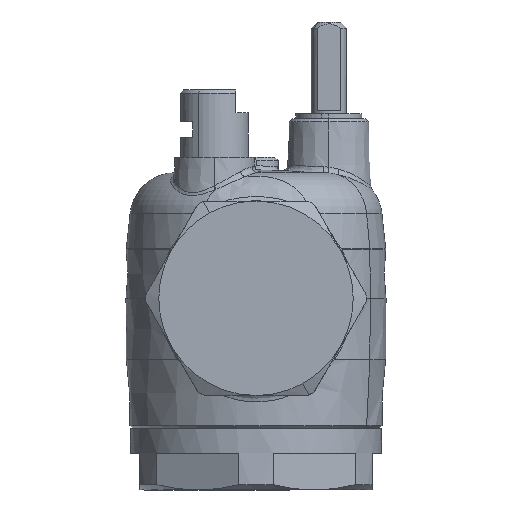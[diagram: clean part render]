
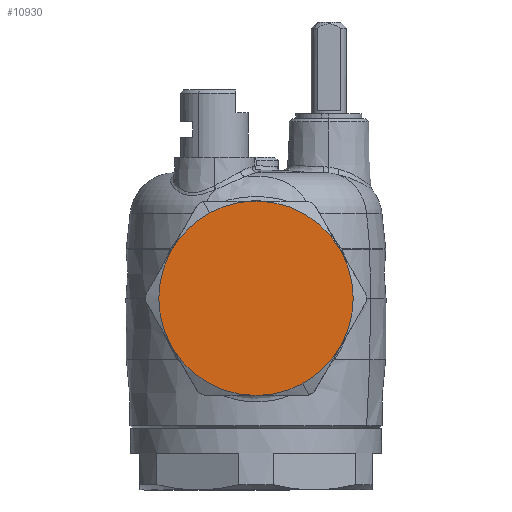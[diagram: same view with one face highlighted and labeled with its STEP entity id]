
A CAD part, left-side view. The second image highlights one B-rep face of the part: STEP entity #10930.
In plain terms, the highlighted planar face has unit normal (-1, 0, 0).
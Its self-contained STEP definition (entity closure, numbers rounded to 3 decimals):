
#10859=CARTESIAN_POINT('Axis2P3D Location',(-39.,0.,15.875)) ;
#10864=CARTESIAN_POINT('Axis2P3D Location',(-39.,0.,0.)) ;
#10868=CARTESIAN_POINT('Vertex',(-39.,0.,-15.875)) ;
#10870=CARTESIAN_POINT('Vertex',(-39.,-7.611,-13.932)) ;
#10873=CARTESIAN_POINT('Axis2P3D Location',(-39.,0.,0.)) ;
#10877=CARTESIAN_POINT('Vertex',(-39.,-13.748,-7.937)) ;
#10880=CARTESIAN_POINT('Axis2P3D Location',(-39.,0.,0.)) ;
#10884=CARTESIAN_POINT('Vertex',(-39.,-13.748,7.938)) ;
#10887=CARTESIAN_POINT('Axis2P3D Location',(-39.,0.,0.)) ;
#10891=CARTESIAN_POINT('Vertex',(-39.,0.,15.875)) ;
#10894=CARTESIAN_POINT('Axis2P3D Location',(-39.,0.,0.)) ;
#10898=CARTESIAN_POINT('Vertex',(-39.,7.611,13.932)) ;
#10901=CARTESIAN_POINT('Axis2P3D Location',(-39.,0.,0.)) ;
#10905=CARTESIAN_POINT('Vertex',(-39.,13.748,7.937)) ;
#10908=CARTESIAN_POINT('Axis2P3D Location',(-39.,0.,0.)) ;
#10912=CARTESIAN_POINT('Vertex',(-39.,13.748,-7.938)) ;
#10915=CARTESIAN_POINT('Axis2P3D Location',(-39.,0.,0.)) ;
#10860=DIRECTION('Axis2P3D Direction',(-1.,0.,0.)) ;
#10861=DIRECTION('Axis2P3D XDirection',(0.,1.,0.)) ;
#10865=DIRECTION('Axis2P3D Direction',(-1.,0.,0.)) ;
#10874=DIRECTION('Axis2P3D Direction',(-1.,0.,0.)) ;
#10881=DIRECTION('Axis2P3D Direction',(-1.,0.,0.)) ;
#10888=DIRECTION('Axis2P3D Direction',(-1.,0.,0.)) ;
#10895=DIRECTION('Axis2P3D Direction',(-1.,0.,0.)) ;
#10902=DIRECTION('Axis2P3D Direction',(-1.,0.,0.)) ;
#10909=DIRECTION('Axis2P3D Direction',(-1.,0.,0.)) ;
#10916=DIRECTION('Axis2P3D Direction',(-1.,0.,0.)) ;
#10862=AXIS2_PLACEMENT_3D('Plane Axis2P3D',#10859,#10860,#10861) ;
#10866=AXIS2_PLACEMENT_3D('Circle Axis2P3D',#10864,#10865,$) ;
#10875=AXIS2_PLACEMENT_3D('Circle Axis2P3D',#10873,#10874,$) ;
#10882=AXIS2_PLACEMENT_3D('Circle Axis2P3D',#10880,#10881,$) ;
#10889=AXIS2_PLACEMENT_3D('Circle Axis2P3D',#10887,#10888,$) ;
#10896=AXIS2_PLACEMENT_3D('Circle Axis2P3D',#10894,#10895,$) ;
#10903=AXIS2_PLACEMENT_3D('Circle Axis2P3D',#10901,#10902,$) ;
#10910=AXIS2_PLACEMENT_3D('Circle Axis2P3D',#10908,#10909,$) ;
#10917=AXIS2_PLACEMENT_3D('Circle Axis2P3D',#10915,#10916,$) ;
#10867=CIRCLE('generated circle',#10866,15.875) ;
#10876=CIRCLE('generated circle',#10875,15.875) ;
#10883=CIRCLE('generated circle',#10882,15.875) ;
#10890=CIRCLE('generated circle',#10889,15.875) ;
#10897=CIRCLE('generated circle',#10896,15.875) ;
#10904=CIRCLE('generated circle',#10903,15.875) ;
#10911=CIRCLE('generated circle',#10910,15.875) ;
#10918=CIRCLE('generated circle',#10917,15.875) ;
#10863=PLANE('',#10862) ;
#10872=EDGE_CURVE('',#10869,#10871,#10867,.T.) ;
#10879=EDGE_CURVE('',#10871,#10878,#10876,.T.) ;
#10886=EDGE_CURVE('',#10878,#10885,#10883,.T.) ;
#10893=EDGE_CURVE('',#10885,#10892,#10890,.T.) ;
#10900=EDGE_CURVE('',#10892,#10899,#10897,.T.) ;
#10907=EDGE_CURVE('',#10899,#10906,#10904,.T.) ;
#10914=EDGE_CURVE('',#10906,#10913,#10911,.T.) ;
#10919=EDGE_CURVE('',#10913,#10869,#10918,.T.) ;
#10921=ORIENTED_EDGE('',*,*,#10872,.T.) ;
#10922=ORIENTED_EDGE('',*,*,#10879,.T.) ;
#10923=ORIENTED_EDGE('',*,*,#10886,.T.) ;
#10924=ORIENTED_EDGE('',*,*,#10893,.T.) ;
#10925=ORIENTED_EDGE('',*,*,#10900,.T.) ;
#10926=ORIENTED_EDGE('',*,*,#10907,.T.) ;
#10927=ORIENTED_EDGE('',*,*,#10914,.T.) ;
#10928=ORIENTED_EDGE('',*,*,#10919,.T.) ;
#10920=EDGE_LOOP('',(#10921,#10922,#10923,#10924,#10925,#10926,#10927,#10928)) ;
#10869=VERTEX_POINT('',#10868) ;
#10871=VERTEX_POINT('',#10870) ;
#10878=VERTEX_POINT('',#10877) ;
#10885=VERTEX_POINT('',#10884) ;
#10892=VERTEX_POINT('',#10891) ;
#10899=VERTEX_POINT('',#10898) ;
#10906=VERTEX_POINT('',#10905) ;
#10913=VERTEX_POINT('',#10912) ;
#10930=ADVANCED_FACE('PartBody',(#10929),#10863,.T.) ;
#10929=FACE_OUTER_BOUND('',#10920,.T.) ;
